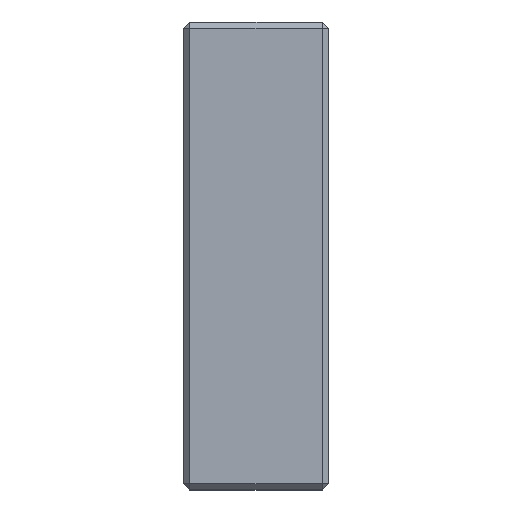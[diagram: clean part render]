
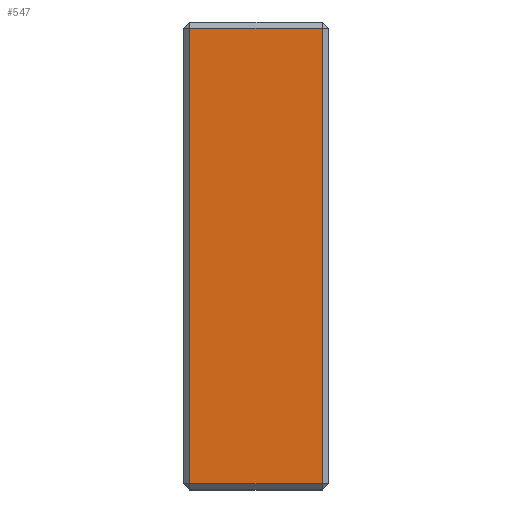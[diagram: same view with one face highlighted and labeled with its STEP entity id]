
A CAD part, left-side view. The second image highlights one B-rep face of the part: STEP entity #547.
In plain terms, the highlighted planar face has unit normal (-1, 0, 0).
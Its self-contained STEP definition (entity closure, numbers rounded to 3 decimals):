
#171 = LINE ( 'NONE', #1054, #1510 ) ;
#238 = VERTEX_POINT ( 'NONE', #320 ) ;
#246 = VERTEX_POINT ( 'NONE', #1837 ) ;
#320 = CARTESIAN_POINT ( 'NONE',  ( -345., 20.5, -70.5 ) ) ;
#339 = PLANE ( 'NONE',  #923 ) ;
#547 = ADVANCED_FACE ( 'NONE', ( #2133 ), #339, .F. ) ;
#608 = VECTOR ( 'NONE', #2111, 1000. ) ;
#743 = DIRECTION ( 'NONE',  ( 0., 0., -1. ) ) ;
#808 = CARTESIAN_POINT ( 'NONE',  ( -345., 22.5, 72.5 ) ) ;
#835 = EDGE_CURVE ( 'NONE', #246, #1922, #2838, .T. ) ;
#923 = AXIS2_PLACEMENT_3D ( 'NONE', #808, #2408, #1183 ) ;
#1046 = ORIENTED_EDGE ( 'NONE', *, *, #835, .T. ) ;
#1050 = ORIENTED_EDGE ( 'NONE', *, *, #1206, .T. ) ;
#1054 = CARTESIAN_POINT ( 'NONE',  ( -345., 22.5, -70.5 ) ) ;
#1108 = DIRECTION ( 'NONE',  ( 0., 1., 0. ) ) ;
#1137 = EDGE_CURVE ( 'NONE', #2586, #238, #2208, .T. ) ;
#1183 = DIRECTION ( 'NONE',  ( 0., 0., -1. ) ) ;
#1206 = EDGE_CURVE ( 'NONE', #1922, #2586, #1938, .T. ) ;
#1334 = CARTESIAN_POINT ( 'NONE',  ( -345., 22.5, 70.5 ) ) ;
#1413 = DIRECTION ( 'NONE',  ( 0., -1., 0. ) ) ;
#1463 = CARTESIAN_POINT ( 'NONE',  ( -345., 20.5, 70.5 ) ) ;
#1479 = CARTESIAN_POINT ( 'NONE',  ( -345., -20.5, 70.5 ) ) ;
#1510 = VECTOR ( 'NONE', #1413, 1000. ) ;
#1574 = EDGE_CURVE ( 'NONE', #238, #246, #171, .T. ) ;
#1810 = VECTOR ( 'NONE', #1108, 1000. ) ;
#1837 = CARTESIAN_POINT ( 'NONE',  ( -345., -20.5, -70.5 ) ) ;
#1922 = VERTEX_POINT ( 'NONE', #1479 ) ;
#1938 = LINE ( 'NONE', #1334, #1810 ) ;
#2111 = DIRECTION ( 'NONE',  ( 0., 0., 1. ) ) ;
#2133 = FACE_OUTER_BOUND ( 'NONE', #2675, .T. ) ;
#2182 = ORIENTED_EDGE ( 'NONE', *, *, #1574, .T. ) ;
#2200 = CARTESIAN_POINT ( 'NONE',  ( -345., -20.5, 72.5 ) ) ;
#2208 = LINE ( 'NONE', #2558, #2442 ) ;
#2408 = DIRECTION ( 'NONE',  ( 1., 0., 0. ) ) ;
#2442 = VECTOR ( 'NONE', #743, 1000. ) ;
#2541 = ORIENTED_EDGE ( 'NONE', *, *, #1137, .T. ) ;
#2558 = CARTESIAN_POINT ( 'NONE',  ( -345., 20.5, -72.5 ) ) ;
#2586 = VERTEX_POINT ( 'NONE', #1463 ) ;
#2675 = EDGE_LOOP ( 'NONE', ( #1050, #2541, #2182, #1046 ) ) ;
#2838 = LINE ( 'NONE', #2200, #608 ) ;
